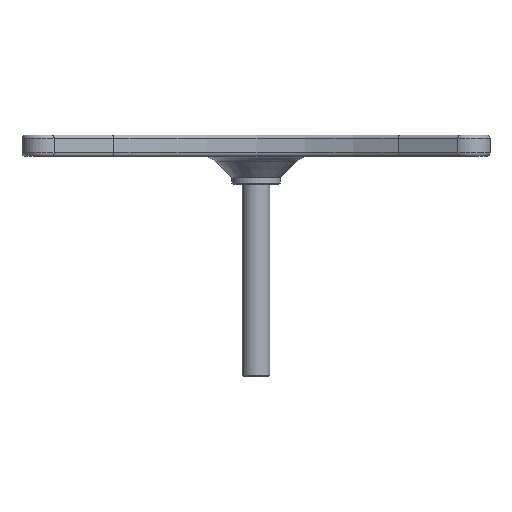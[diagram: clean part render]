
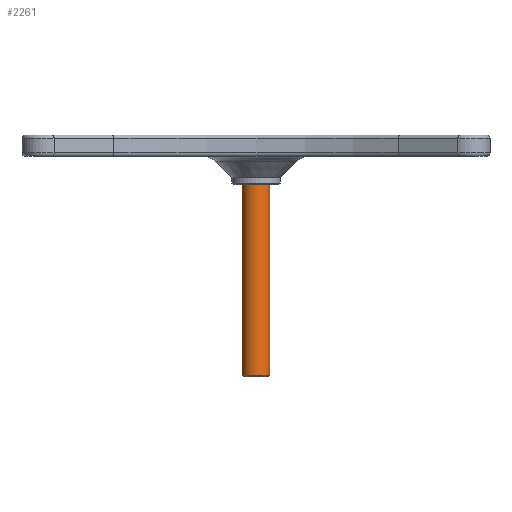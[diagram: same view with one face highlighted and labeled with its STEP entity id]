
A CAD part, front view. The second image highlights one B-rep face of the part: STEP entity #2261.
In plain terms, the highlighted cylindrical face has radius 3.9 mm (diameter 7.8 mm), a partial arc.
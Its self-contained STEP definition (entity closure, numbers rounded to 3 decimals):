
#42 = DIRECTION ( 'NONE',  ( -1., 0., 0. ) ) ;
#107 = VERTEX_POINT ( 'NONE', #2489 ) ;
#149 = DIRECTION ( 'NONE',  ( 0., 0., -1. ) ) ;
#204 = LINE ( 'NONE', #1183, #1791 ) ;
#245 = DIRECTION ( 'NONE',  ( 0., 0., -1. ) ) ;
#250 = CIRCLE ( 'NONE', #1306, 3.9 ) ;
#259 = DIRECTION ( 'NONE',  ( 0., 0., -1. ) ) ;
#360 = CARTESIAN_POINT ( 'NONE',  ( -3.9, 0., 67. ) ) ;
#368 = AXIS2_PLACEMENT_3D ( 'NONE', #1406, #989, #1792 ) ;
#397 = ORIENTED_EDGE ( 'NONE', *, *, #2478, .T. ) ;
#439 = VERTEX_POINT ( 'NONE', #2000 ) ;
#457 = CIRCLE ( 'NONE', #368, 3.9 ) ;
#459 = ORIENTED_EDGE ( 'NONE', *, *, #775, .T. ) ;
#655 = VERTEX_POINT ( 'NONE', #2381 ) ;
#724 = ORIENTED_EDGE ( 'NONE', *, *, #2376, .T. ) ;
#775 = EDGE_CURVE ( 'NONE', #1362, #655, #457, .T. ) ;
#826 = DIRECTION ( 'NONE',  ( 0., 0., -1. ) ) ;
#905 = CYLINDRICAL_SURFACE ( 'NONE', #2265, 3.9 ) ;
#989 = DIRECTION ( 'NONE',  ( 0., 0., 1. ) ) ;
#1183 = CARTESIAN_POINT ( 'NONE',  ( 3.9, 0., 67. ) ) ;
#1290 = FACE_OUTER_BOUND ( 'NONE', #1902, .T. ) ;
#1306 = AXIS2_PLACEMENT_3D ( 'NONE', #1490, #259, #2073 ) ;
#1362 = VERTEX_POINT ( 'NONE', #2185 ) ;
#1406 = CARTESIAN_POINT ( 'NONE',  ( 0., 0., 0.5 ) ) ;
#1490 = CARTESIAN_POINT ( 'NONE',  ( 0., 0., 54. ) ) ;
#1592 = EDGE_CURVE ( 'NONE', #107, #655, #204, .T. ) ;
#1791 = VECTOR ( 'NONE', #826, 1000. ) ;
#1792 = DIRECTION ( 'NONE',  ( 1., 0., 0. ) ) ;
#1902 = EDGE_LOOP ( 'NONE', ( #2340, #397, #724, #459 ) ) ;
#2000 = CARTESIAN_POINT ( 'NONE',  ( -3.9, 0., 54. ) ) ;
#2073 = DIRECTION ( 'NONE',  ( -1., 0., 0. ) ) ;
#2076 = CARTESIAN_POINT ( 'NONE',  ( 0., 0., 67. ) ) ;
#2090 = VECTOR ( 'NONE', #149, 1000. ) ;
#2185 = CARTESIAN_POINT ( 'NONE',  ( -3.9, 0., 0.5 ) ) ;
#2261 = ADVANCED_FACE ( 'NONE', ( #1290 ), #905, .T. ) ;
#2265 = AXIS2_PLACEMENT_3D ( 'NONE', #2076, #245, #42 ) ;
#2340 = ORIENTED_EDGE ( 'NONE', *, *, #1592, .F. ) ;
#2376 = EDGE_CURVE ( 'NONE', #439, #1362, #2546, .T. ) ;
#2381 = CARTESIAN_POINT ( 'NONE',  ( 3.9, 0., 0.5 ) ) ;
#2478 = EDGE_CURVE ( 'NONE', #107, #439, #250, .T. ) ;
#2489 = CARTESIAN_POINT ( 'NONE',  ( 3.9, 0., 54. ) ) ;
#2546 = LINE ( 'NONE', #360, #2090 ) ;
